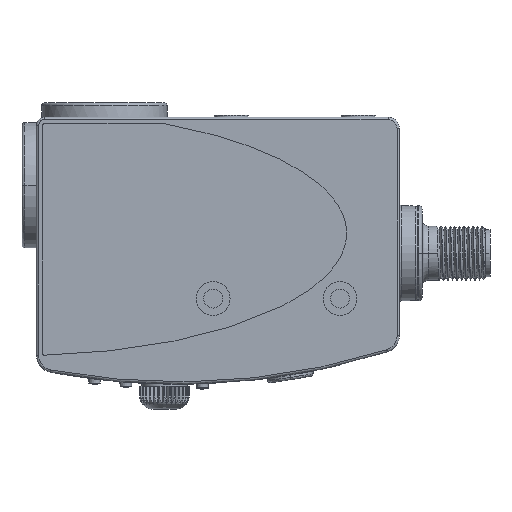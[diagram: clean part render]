
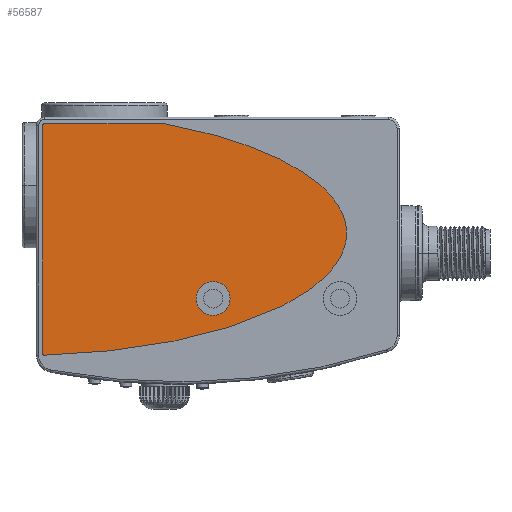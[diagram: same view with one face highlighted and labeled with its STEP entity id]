
A CAD part, front view. The second image highlights one B-rep face of the part: STEP entity #56587.
In plain terms, the highlighted planar face has unit normal (0, -1, 0).
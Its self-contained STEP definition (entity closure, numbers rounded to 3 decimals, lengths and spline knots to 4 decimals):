
#24700=CARTESIAN_POINT('',(0.0713,0.0157,
-2.067));
#24701=CARTESIAN_POINT('',(0.0971,0.0157,
-2.0663));
#24702=CARTESIAN_POINT('',(0.1463,0.0157,
-2.0647));
#24703=CARTESIAN_POINT('',(0.2369,0.0157,
-2.0608));
#24704=CARTESIAN_POINT('',(0.3386,0.0157,
-2.055));
#24705=CARTESIAN_POINT('',(0.4478,0.0157,
-2.0471));
#24706=CARTESIAN_POINT('',(0.5473,0.0157,
-2.0384));
#24707=CARTESIAN_POINT('',(0.6391,0.0157,
-2.0292));
#24708=CARTESIAN_POINT('',(0.7532,0.0157,
-2.0162));
#24709=CARTESIAN_POINT('',(0.8825,0.0157,
-1.999));
#24710=CARTESIAN_POINT('',(1.022,0.0157,
-1.9771));
#24711=CARTESIAN_POINT('',(1.149,0.0157,
-1.9542));
#24712=CARTESIAN_POINT('',(1.2657,0.0157,
-1.9305));
#24713=CARTESIAN_POINT('',(1.4097,0.0157,
-1.898));
#24714=CARTESIAN_POINT('',(1.5709,0.0157,
-1.856));
#24715=CARTESIAN_POINT('',(1.7408,0.0157,
-1.8038));
#24716=CARTESIAN_POINT('',(1.8911,0.0157,
-1.75));
#24717=CARTESIAN_POINT('',(2.0245,0.0157,
-1.6949));
#24718=CARTESIAN_POINT('',(2.1431,0.0157,
-1.6387));
#24719=CARTESIAN_POINT('',(2.2832,0.0157,
-1.5623));
#24720=CARTESIAN_POINT('',(2.4274,0.0157,
-1.4645));
#24721=CARTESIAN_POINT('',(2.5567,0.0157,
-1.3437));
#24722=CARTESIAN_POINT('',(2.6449,0.0157,
-1.2198));
#24723=CARTESIAN_POINT('',(2.6929,0.0157,
-1.0927));
#24724=CARTESIAN_POINT('',(2.6996,0.0157,
-0.9625));
#24725=CARTESIAN_POINT('',(2.6686,0.0157,
-0.8511));
#24726=CARTESIAN_POINT('',(2.6188,0.0157,
-0.7601));
#24727=CARTESIAN_POINT('',(2.5679,0.0157,
-0.6907));
#24728=CARTESIAN_POINT('',(2.5019,0.0157,
-0.6202));
#24729=CARTESIAN_POINT('',(2.4188,0.0157,
-0.5484));
#24730=CARTESIAN_POINT('',(2.333,0.0157,
-0.4873));
#24731=CARTESIAN_POINT('',(2.2522,0.0157,
-0.4375));
#24732=CARTESIAN_POINT('',(2.1848,0.0157,
-0.3996));
#24733=CARTESIAN_POINT('',(2.1096,0.0157,
-0.3611));
#24734=CARTESIAN_POINT('',(2.0254,0.0157,
-0.3219));
#24735=CARTESIAN_POINT('',(1.9305,0.0157,
-0.2818));
#24736=CARTESIAN_POINT('',(1.8226,0.0157,
-0.2408));
#24737=CARTESIAN_POINT('',(1.7188,0.0157,
-0.2055));
#24738=CARTESIAN_POINT('',(1.6244,0.0157,
-0.1764));
#24739=CARTESIAN_POINT('',(1.5468,0.0157,
-0.1541));
#24740=CARTESIAN_POINT('',(1.4607,0.0157,
-0.1311));
#24741=CARTESIAN_POINT('',(1.3638,0.0157,
-0.1073));
#24742=CARTESIAN_POINT('',(1.2707,0.0157,
-0.0864));
#24743=CARTESIAN_POINT('',(1.1852,0.0157,
-0.0689));
#24744=CARTESIAN_POINT('',(1.1376,0.0157,
-0.0598));
#24745=CARTESIAN_POINT('',(1.1122,0.0157,
-0.0551));
#24747=CARTESIAN_POINT('',(0.0709,0.0157,
-2.0513));
#24748=DIRECTION('',(0.,-1.,0.));
#24749=DIRECTION('',(-1.,0.,0.));
#24750=AXIS2_PLACEMENT_3D('',#24747,#24748,#24749);
#24752=DIRECTION('',(0.,0.,-1.));
#24753=VECTOR('',#24752,1.9804);
#24754=CARTESIAN_POINT('',(0.0551,0.0157,
-0.0709));
#24755=LINE('',#24754,#24753);
#24756=CARTESIAN_POINT('',(0.0709,0.0157,
-0.0709));
#24757=DIRECTION('',(0.,-1.,0.));
#24758=DIRECTION('',(0.,0.,1.));
#24759=AXIS2_PLACEMENT_3D('',#24756,#24757,#24758);
#24761=DIRECTION('',(-1.,0.,0.));
#24762=VECTOR('',#24761,1.0413);
#24763=CARTESIAN_POINT('',(1.1122,0.0157,
-0.0551));
#24764=LINE('',#24763,#24762);
#24765=CARTESIAN_POINT('',(1.5354,0.0157,
-1.5748));
#24766=DIRECTION('',(0.,1.,0.));
#24767=DIRECTION('',(-1.,0.,0.));
#24768=AXIS2_PLACEMENT_3D('',#24765,#24766,#24767);
#24770=CARTESIAN_POINT('',(1.5354,0.0157,
-1.5748));
#24771=DIRECTION('',(0.,1.,0.));
#24772=DIRECTION('',(1.,0.,0.));
#24773=AXIS2_PLACEMENT_3D('',#24770,#24771,#24772);
#25256=VERTEX_POINT('',#24700);
#25257=VERTEX_POINT('',#24745);
#25258=CARTESIAN_POINT('',(0.0709,0.0157,
-0.0551));
#25259=VERTEX_POINT('',#25258);
#25260=CARTESIAN_POINT('',(0.0551,0.0157,
-0.0709));
#25261=VERTEX_POINT('',#25260);
#25262=CARTESIAN_POINT('',(0.0551,0.0157,
-2.0513));
#25263=VERTEX_POINT('',#25262);
#25272=CARTESIAN_POINT('',(1.3878,0.0157,
-1.5748));
#25273=CARTESIAN_POINT('',(1.6831,0.0157,
-1.5748));
#25274=VERTEX_POINT('',#25272);
#25275=VERTEX_POINT('',#25273);
#56569=CARTESIAN_POINT('',(0.,0.0157,0.));
#56570=DIRECTION('',(0.,-1.,0.));
#56571=DIRECTION('',(-1.,0.,0.));
#56572=AXIS2_PLACEMENT_3D('',#56569,#56570,#56571);
#56573=PLANE('',#56572);
#56574=ORIENTED_EDGE('',*,*,#56507,.F.);
#56575=ORIENTED_EDGE('',*,*,#56522,.F.);
#56576=ORIENTED_EDGE('',*,*,#56536,.F.);
#56577=ORIENTED_EDGE('',*,*,#56550,.F.);
#56578=ORIENTED_EDGE('',*,*,#56563,.F.);
#56579=EDGE_LOOP('',(#56574,#56575,#56576,#56577,#56578));
#56580=FACE_OUTER_BOUND('',#56579,.F.);
#56582=ORIENTED_EDGE('',*,*,#56581,.F.);
#56584=ORIENTED_EDGE('',*,*,#56583,.F.);
#56585=EDGE_LOOP('',(#56582,#56584));
#56586=FACE_BOUND('',#56585,.F.);
#56587=ADVANCED_FACE('',(#56580,#56586),#56573,.T.);
#24746=B_SPLINE_CURVE_WITH_KNOTS('',3,(#24700,#24701,#24702,#24703,#24704,
#24705,#24706,#24707,#24708,#24709,#24710,#24711,#24712,#24713,#24714,#24715,
#24716,#24717,#24718,#24719,#24720,#24721,#24722,#24723,#24724,#24725,#24726,
#24727,#24728,#24729,#24730,#24731,#24732,#24733,#24734,#24735,#24736,#24737,
#24738,#24739,#24740,#24741,#24742,#24743,#24744,#24745),.UNSPECIFIED.,.F.,.F.,(
4,1,1,1,1,1,1,1,1,1,1,1,1,1,1,1,1,1,1,1,1,1,1,1,1,1,1,1,1,1,1,1,1,1,1,1,1,1,1,1,
1,1,1,4),(0.,0.0039,0.0078,0.0156,0.0234,0.0313,0.0391,
0.0469,0.0625,0.0781,0.0938,0.1094,0.125,0.1563,0.1875,
0.2188,0.25,0.2813,0.3125,0.375,0.4375,0.5,0.5625,0.625,
0.6875,0.7188,0.75,0.7813,0.8125,0.8438,0.8594,0.875,
0.8906,0.9063,0.9219,0.9375,0.9531,0.9609,0.9688,
0.9766,0.9844,0.9922,0.9961,1.),.UNSPECIFIED.);
#24751=CIRCLE('',#24750,0.0157);
#24760=CIRCLE('',#24759,0.0157);
#24769=CIRCLE('',#24768,0.1476);
#24774=CIRCLE('',#24773,0.1476);
#56507=EDGE_CURVE('',#25256,#25257,#24746,.T.);
#56522=EDGE_CURVE('',#25263,#25256,#24751,.T.);
#56536=EDGE_CURVE('',#25261,#25263,#24755,.T.);
#56550=EDGE_CURVE('',#25259,#25261,#24760,.T.);
#56563=EDGE_CURVE('',#25257,#25259,#24764,.T.);
#56581=EDGE_CURVE('',#25274,#25275,#24769,.T.);
#56583=EDGE_CURVE('',#25275,#25274,#24774,.T.);
